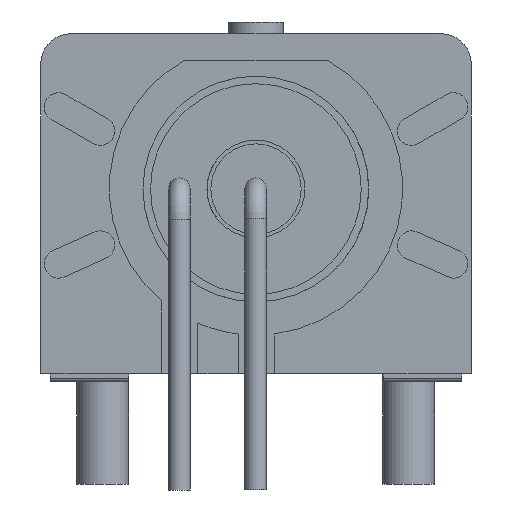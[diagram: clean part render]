
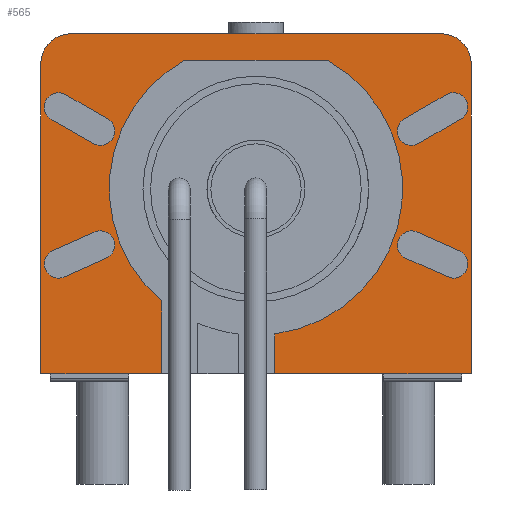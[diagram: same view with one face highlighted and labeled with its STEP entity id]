
A CAD part, front view. The second image highlights one B-rep face of the part: STEP entity #565.
In plain terms, the highlighted planar face has unit normal (0, -1, 0).
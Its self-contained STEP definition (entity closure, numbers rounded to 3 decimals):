
#146 = VERTEX_POINT('',#147);
#147 = CARTESIAN_POINT('',(-7.13,-1.264,0.28));
#153 = EDGE_CURVE('',#146,#154,#156,.T.);
#154 = VERTEX_POINT('',#155);
#155 = CARTESIAN_POINT('',(-3.112,-1.264,0.28));
#156 = LINE('',#157,#158);
#157 = CARTESIAN_POINT('',(-7.13,-1.264,0.28));
#158 = VECTOR('',#159,1.);
#159 = DIRECTION('',(1.,0.,0.));
#210 = VERTEX_POINT('',#211);
#211 = CARTESIAN_POINT('',(0.638,-1.264,0.28));
#217 = EDGE_CURVE('',#210,#218,#220,.T.);
#218 = VERTEX_POINT('',#219);
#219 = CARTESIAN_POINT('',(7.17,-1.264,0.28));
#220 = LINE('',#221,#222);
#221 = CARTESIAN_POINT('',(-7.13,-1.264,0.28));
#222 = VECTOR('',#223,1.);
#223 = DIRECTION('',(1.,0.,0.));
#522 = VERTEX_POINT('',#523);
#523 = CARTESIAN_POINT('',(-7.13,-1.264,10.58));
#529 = EDGE_CURVE('',#522,#146,#530,.T.);
#530 = LINE('',#531,#532);
#531 = CARTESIAN_POINT('',(-7.13,-1.264,10.58));
#532 = VECTOR('',#533,1.);
#533 = DIRECTION('',(0.,0.,-1.));
#546 = EDGE_CURVE('',#218,#547,#549,.T.);
#547 = VERTEX_POINT('',#548);
#548 = CARTESIAN_POINT('',(7.17,-1.264,10.58));
#549 = LINE('',#550,#551);
#550 = CARTESIAN_POINT('',(7.17,-1.264,0.28));
#551 = VECTOR('',#552,1.);
#552 = DIRECTION('',(0.,0.,1.));
#565 = ADVANCED_FACE('',(#566,#636,#672,#708,#744),#780,.F.);
#566 = FACE_BOUND('',#567,.F.);
#567 = EDGE_LOOP('',(#568,#569,#578,#586,#593,#594,#595,#603,#612,#620,
    #629,#635));
#568 = ORIENTED_EDGE('',*,*,#529,.F.);
#569 = ORIENTED_EDGE('',*,*,#570,.F.);
#570 = EDGE_CURVE('',#571,#522,#573,.T.);
#571 = VERTEX_POINT('',#572);
#572 = CARTESIAN_POINT('',(-6.13,-1.264,11.58));
#573 = CIRCLE('',#574,1.);
#574 = AXIS2_PLACEMENT_3D('',#575,#576,#577);
#575 = CARTESIAN_POINT('',(-6.13,-1.264,10.58));
#576 = DIRECTION('',(0.,-1.,0.));
#577 = DIRECTION('',(1.,0.,0.));
#578 = ORIENTED_EDGE('',*,*,#579,.F.);
#579 = EDGE_CURVE('',#580,#571,#582,.T.);
#580 = VERTEX_POINT('',#581);
#581 = CARTESIAN_POINT('',(6.17,-1.264,11.58));
#582 = LINE('',#583,#584);
#583 = CARTESIAN_POINT('',(6.17,-1.264,11.58));
#584 = VECTOR('',#585,1.);
#585 = DIRECTION('',(-1.,0.,0.));
#586 = ORIENTED_EDGE('',*,*,#587,.F.);
#587 = EDGE_CURVE('',#547,#580,#588,.T.);
#588 = CIRCLE('',#589,1.);
#589 = AXIS2_PLACEMENT_3D('',#590,#591,#592);
#590 = CARTESIAN_POINT('',(6.17,-1.264,10.58));
#591 = DIRECTION('',(0.,-1.,0.));
#592 = DIRECTION('',(1.,0.,0.));
#593 = ORIENTED_EDGE('',*,*,#546,.F.);
#594 = ORIENTED_EDGE('',*,*,#217,.F.);
#595 = ORIENTED_EDGE('',*,*,#596,.F.);
#596 = EDGE_CURVE('',#597,#210,#599,.T.);
#597 = VERTEX_POINT('',#598);
#598 = CARTESIAN_POINT('',(0.638,-1.264,1.604));
#599 = LINE('',#600,#601);
#600 = CARTESIAN_POINT('',(0.638,-1.264,1.604));
#601 = VECTOR('',#602,1.);
#602 = DIRECTION('',(0.,0.,-1.));
#603 = ORIENTED_EDGE('',*,*,#604,.F.);
#604 = EDGE_CURVE('',#605,#597,#607,.T.);
#605 = VERTEX_POINT('',#606);
#606 = CARTESIAN_POINT('',(2.39,-1.264,10.7));
#607 = CIRCLE('',#608,4.875);
#608 = AXIS2_PLACEMENT_3D('',#609,#610,#611);
#609 = CARTESIAN_POINT('',(0.02,-1.264,6.44));
#610 = DIRECTION('',(0.,1.,0.));
#611 = DIRECTION('',(-1.,0.,0.));
#612 = ORIENTED_EDGE('',*,*,#613,.T.);
#613 = EDGE_CURVE('',#605,#614,#616,.T.);
#614 = VERTEX_POINT('',#615);
#615 = CARTESIAN_POINT('',(-2.35,-1.264,10.7));
#616 = LINE('',#617,#618);
#617 = CARTESIAN_POINT('',(2.39,-1.264,10.7));
#618 = VECTOR('',#619,1.);
#619 = DIRECTION('',(-1.,0.,0.));
#620 = ORIENTED_EDGE('',*,*,#621,.F.);
#621 = EDGE_CURVE('',#622,#614,#624,.T.);
#622 = VERTEX_POINT('',#623);
#623 = CARTESIAN_POINT('',(-3.112,-1.264,2.704));
#624 = CIRCLE('',#625,4.875);
#625 = AXIS2_PLACEMENT_3D('',#626,#627,#628);
#626 = CARTESIAN_POINT('',(0.02,-1.264,6.44));
#627 = DIRECTION('',(0.,1.,0.));
#628 = DIRECTION('',(-1.,0.,0.));
#629 = ORIENTED_EDGE('',*,*,#630,.T.);
#630 = EDGE_CURVE('',#622,#154,#631,.T.);
#631 = LINE('',#632,#633);
#632 = CARTESIAN_POINT('',(-3.112,-1.264,2.704));
#633 = VECTOR('',#634,1.);
#634 = DIRECTION('',(0.,0.,-1.));
#635 = ORIENTED_EDGE('',*,*,#153,.F.);
#636 = FACE_BOUND('',#637,.F.);
#637 = EDGE_LOOP('',(#638,#648,#657,#665));
#638 = ORIENTED_EDGE('',*,*,#639,.F.);
#639 = EDGE_CURVE('',#640,#642,#644,.T.);
#640 = VERTEX_POINT('',#641);
#641 = CARTESIAN_POINT('',(-6.733,-1.264,4.369));
#642 = VERTEX_POINT('',#643);
#643 = CARTESIAN_POINT('',(-5.363,-1.264,4.979));
#644 = LINE('',#645,#646);
#645 = CARTESIAN_POINT('',(-6.733,-1.264,4.369));
#646 = VECTOR('',#647,1.);
#647 = DIRECTION('',(0.913,0.,0.407)
  );
#648 = ORIENTED_EDGE('',*,*,#649,.T.);
#649 = EDGE_CURVE('',#640,#650,#652,.T.);
#650 = VERTEX_POINT('',#651);
#651 = CARTESIAN_POINT('',(-6.349,-1.264,3.5));
#652 = CIRCLE('',#653,0.475);
#653 = AXIS2_PLACEMENT_3D('',#654,#655,#656);
#654 = CARTESIAN_POINT('',(-6.54,-1.264,3.935));
#655 = DIRECTION('',(0.,-1.,0.));
#656 = DIRECTION('',(1.,0.,0.));
#657 = ORIENTED_EDGE('',*,*,#658,.T.);
#658 = EDGE_CURVE('',#650,#659,#661,.T.);
#659 = VERTEX_POINT('',#660);
#660 = CARTESIAN_POINT('',(-4.94,-1.264,4.129));
#661 = LINE('',#662,#663);
#662 = CARTESIAN_POINT('',(-6.349,-1.264,3.5));
#663 = VECTOR('',#664,1.);
#664 = DIRECTION('',(0.913,0.,0.408)
  );
#665 = ORIENTED_EDGE('',*,*,#666,.T.);
#666 = EDGE_CURVE('',#659,#642,#667,.T.);
#667 = CIRCLE('',#668,0.475);
#668 = AXIS2_PLACEMENT_3D('',#669,#670,#671);
#669 = CARTESIAN_POINT('',(-5.15,-1.264,4.555));
#670 = DIRECTION('',(0.,-1.,0.));
#671 = DIRECTION('',(1.,0.,0.));
#672 = FACE_BOUND('',#673,.F.);
#673 = EDGE_LOOP('',(#674,#684,#693,#701));
#674 = ORIENTED_EDGE('',*,*,#675,.F.);
#675 = EDGE_CURVE('',#676,#678,#680,.T.);
#676 = VERTEX_POINT('',#677);
#677 = CARTESIAN_POINT('',(-6.3,-1.264,9.552));
#678 = VERTEX_POINT('',#679);
#679 = CARTESIAN_POINT('',(-4.912,-1.264,8.756));
#680 = LINE('',#681,#682);
#681 = CARTESIAN_POINT('',(-6.3,-1.264,9.552));
#682 = VECTOR('',#683,1.);
#683 = DIRECTION('',(0.867,0.,-0.497));
#684 = ORIENTED_EDGE('',*,*,#685,.T.);
#685 = EDGE_CURVE('',#676,#686,#688,.T.);
#686 = VERTEX_POINT('',#687);
#687 = CARTESIAN_POINT('',(-6.776,-1.264,8.73));
#688 = CIRCLE('',#689,0.475);
#689 = AXIS2_PLACEMENT_3D('',#690,#691,#692);
#690 = CARTESIAN_POINT('',(-6.54,-1.264,9.142));
#691 = DIRECTION('',(0.,-1.,0.));
#692 = DIRECTION('',(1.,0.,0.));
#693 = ORIENTED_EDGE('',*,*,#694,.T.);
#694 = EDGE_CURVE('',#686,#695,#697,.T.);
#695 = VERTEX_POINT('',#696);
#696 = CARTESIAN_POINT('',(-5.38,-1.264,7.929));
#697 = LINE('',#698,#699);
#698 = CARTESIAN_POINT('',(-6.776,-1.264,8.73));
#699 = VECTOR('',#700,1.);
#700 = DIRECTION('',(0.868,0.,-0.497));
#701 = ORIENTED_EDGE('',*,*,#702,.T.);
#702 = EDGE_CURVE('',#695,#678,#703,.T.);
#703 = CIRCLE('',#704,0.475);
#704 = AXIS2_PLACEMENT_3D('',#705,#706,#707);
#705 = CARTESIAN_POINT('',(-5.15,-1.264,8.345));
#706 = DIRECTION('',(0.,-1.,0.));
#707 = DIRECTION('',(1.,0.,0.));
#708 = FACE_BOUND('',#709,.F.);
#709 = EDGE_LOOP('',(#710,#720,#729,#737));
#710 = ORIENTED_EDGE('',*,*,#711,.T.);
#711 = EDGE_CURVE('',#712,#714,#716,.T.);
#712 = VERTEX_POINT('',#713);
#713 = CARTESIAN_POINT('',(4.999,-1.264,4.12));
#714 = VERTEX_POINT('',#715);
#715 = CARTESIAN_POINT('',(6.48,-1.264,3.471));
#716 = LINE('',#717,#718);
#717 = CARTESIAN_POINT('',(4.999,-1.264,4.12));
#718 = VECTOR('',#719,1.);
#719 = DIRECTION('',(0.916,0.,-0.402));
#720 = ORIENTED_EDGE('',*,*,#721,.T.);
#721 = EDGE_CURVE('',#714,#722,#724,.T.);
#722 = VERTEX_POINT('',#723);
#723 = CARTESIAN_POINT('',(6.75,-1.264,4.379));
#724 = CIRCLE('',#725,0.475);
#725 = AXIS2_PLACEMENT_3D('',#726,#727,#728);
#726 = CARTESIAN_POINT('',(6.58,-1.264,3.935));
#727 = DIRECTION('',(0.,-1.,0.));
#728 = DIRECTION('',(1.,0.,0.));
#729 = ORIENTED_EDGE('',*,*,#730,.F.);
#730 = EDGE_CURVE('',#731,#722,#733,.T.);
#731 = VERTEX_POINT('',#732);
#732 = CARTESIAN_POINT('',(5.38,-1.264,4.99));
#733 = LINE('',#734,#735);
#734 = CARTESIAN_POINT('',(5.38,-1.264,4.99));
#735 = VECTOR('',#736,1.);
#736 = DIRECTION('',(0.913,0.,-0.408)
  );
#737 = ORIENTED_EDGE('',*,*,#738,.T.);
#738 = EDGE_CURVE('',#731,#712,#739,.T.);
#739 = CIRCLE('',#740,0.475);
#740 = AXIS2_PLACEMENT_3D('',#741,#742,#743);
#741 = CARTESIAN_POINT('',(5.19,-1.264,4.555));
#742 = DIRECTION('',(0.,-1.,0.));
#743 = DIRECTION('',(1.,0.,0.));
#744 = FACE_BOUND('',#745,.F.);
#745 = EDGE_LOOP('',(#746,#756,#765,#773));
#746 = ORIENTED_EDGE('',*,*,#747,.T.);
#747 = EDGE_CURVE('',#748,#750,#752,.T.);
#748 = VERTEX_POINT('',#749);
#749 = CARTESIAN_POINT('',(5.43,-1.264,7.935));
#750 = VERTEX_POINT('',#751);
#751 = CARTESIAN_POINT('',(6.905,-1.264,8.799));
#752 = LINE('',#753,#754);
#753 = CARTESIAN_POINT('',(5.43,-1.264,7.935));
#754 = VECTOR('',#755,1.);
#755 = DIRECTION('',(0.863,0.,0.505));
#756 = ORIENTED_EDGE('',*,*,#757,.T.);
#757 = EDGE_CURVE('',#750,#758,#760,.T.);
#758 = VERTEX_POINT('',#759);
#759 = CARTESIAN_POINT('',(6.337,-1.264,9.553));
#760 = CIRCLE('',#761,0.475);
#761 = AXIS2_PLACEMENT_3D('',#762,#763,#764);
#762 = CARTESIAN_POINT('',(6.58,-1.264,9.145));
#763 = DIRECTION('',(0.,-1.,0.));
#764 = DIRECTION('',(1.,0.,0.));
#765 = ORIENTED_EDGE('',*,*,#766,.T.);
#766 = EDGE_CURVE('',#758,#767,#769,.T.);
#767 = VERTEX_POINT('',#768);
#768 = CARTESIAN_POINT('',(4.95,-1.264,8.755));
#769 = LINE('',#770,#771);
#770 = CARTESIAN_POINT('',(6.337,-1.264,9.553));
#771 = VECTOR('',#772,1.);
#772 = DIRECTION('',(-0.867,0.,-0.499));
#773 = ORIENTED_EDGE('',*,*,#774,.T.);
#774 = EDGE_CURVE('',#767,#748,#775,.T.);
#775 = CIRCLE('',#776,0.475);
#776 = AXIS2_PLACEMENT_3D('',#777,#778,#779);
#777 = CARTESIAN_POINT('',(5.19,-1.264,8.345));
#778 = DIRECTION('',(0.,-1.,0.));
#779 = DIRECTION('',(1.,0.,0.));
#780 = PLANE('',#781);
#781 = AXIS2_PLACEMENT_3D('',#782,#783,#784);
#782 = CARTESIAN_POINT('',(0.02,-1.264,5.911));
#783 = DIRECTION('',(0.,1.,0.));
#784 = DIRECTION('',(0.,0.,1.));
